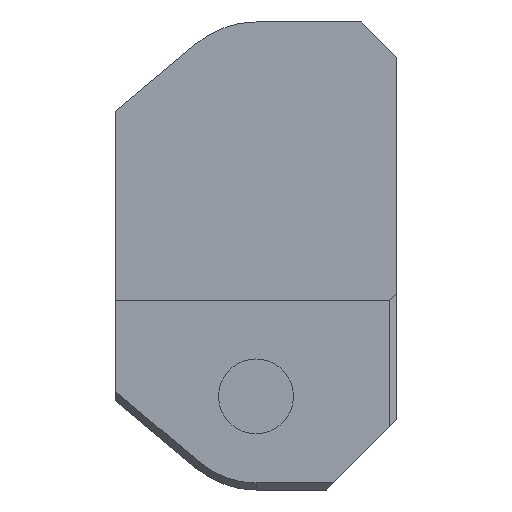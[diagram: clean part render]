
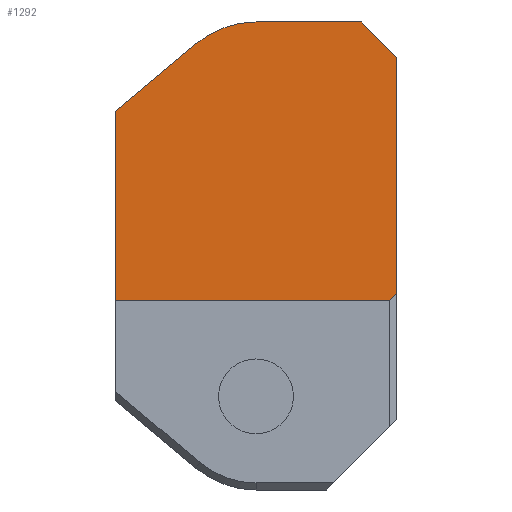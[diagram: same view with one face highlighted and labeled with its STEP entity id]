
A CAD part, front view. The second image highlights one B-rep face of the part: STEP entity #1292.
In plain terms, the highlighted planar face has unit normal (0, -1, 0).
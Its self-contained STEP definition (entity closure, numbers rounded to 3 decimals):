
#45=CIRCLE('',#1375,4.);
#76=FACE_OUTER_BOUND('',#153,.T.);
#153=EDGE_LOOP('',(#915,#916,#917,#918,#919,#920,#921,#922));
#272=LINE('',#1922,#430);
#278=LINE('',#1934,#436);
#279=LINE('',#1938,#437);
#280=LINE('',#1940,#438);
#281=LINE('',#1942,#439);
#282=LINE('',#1944,#440);
#283=LINE('',#1945,#441);
#430=VECTOR('',#1532,2.121);
#436=VECTOR('',#1540,4.5);
#437=VECTOR('',#1543,4.476);
#438=VECTOR('',#1544,8.087);
#439=VECTOR('',#1545,11.7);
#440=VECTOR('',#1546,0.424);
#441=VECTOR('',#1547,10.1);
#587=VERTEX_POINT('',#1920);
#588=VERTEX_POINT('',#1921);
#593=VERTEX_POINT('',#1933);
#594=VERTEX_POINT('',#1935);
#595=VERTEX_POINT('',#1937);
#596=VERTEX_POINT('',#1939);
#597=VERTEX_POINT('',#1941);
#598=VERTEX_POINT('',#1943);
#716=EDGE_CURVE('',#587,#588,#272,.T.);
#722=EDGE_CURVE('',#587,#593,#278,.T.);
#723=EDGE_CURVE('',#594,#593,#45,.T.);
#724=EDGE_CURVE('',#594,#595,#279,.T.);
#725=EDGE_CURVE('',#595,#596,#280,.T.);
#726=EDGE_CURVE('',#597,#596,#281,.T.);
#727=EDGE_CURVE('',#598,#597,#282,.T.);
#728=EDGE_CURVE('',#598,#588,#283,.T.);
#915=ORIENTED_EDGE('',*,*,#716,.F.);
#916=ORIENTED_EDGE('',*,*,#722,.T.);
#917=ORIENTED_EDGE('',*,*,#723,.F.);
#918=ORIENTED_EDGE('',*,*,#724,.T.);
#919=ORIENTED_EDGE('',*,*,#725,.T.);
#920=ORIENTED_EDGE('',*,*,#726,.F.);
#921=ORIENTED_EDGE('',*,*,#727,.F.);
#922=ORIENTED_EDGE('',*,*,#728,.T.);
#1232=PLANE('',#1374);
#1292=ADVANCED_FACE('',(#76),#1232,.T.);
#1374=AXIS2_PLACEMENT_3D('',#1932,#1538,#1539);
#1375=AXIS2_PLACEMENT_3D('',#1936,#1541,#1542);
#1532=DIRECTION('',(0.707,0.,-0.707));
#1538=DIRECTION('center_axis',(0.,-1.,0.));
#1539=DIRECTION('ref_axis',(0.,0.,
-1.));
#1540=DIRECTION('',(-1.,0.,0.));
#1541=DIRECTION('center_axis',(0.,1.,0.));
#1542=DIRECTION('ref_axis',(-0.342,0.,0.94));
#1543=DIRECTION('',(-0.766,0.,-0.643));
#1544=DIRECTION('',(0.,0.,-1.));
#1545=DIRECTION('',(-1.,0.,0.));
#1546=DIRECTION('',(-0.707,0.,-0.707));
#1547=DIRECTION('',(0.,0.,1.));
#1920=CARTESIAN_POINT('',(-1.5,-11.2,8.));
#1921=CARTESIAN_POINT('',(0.,-11.2,6.5));
#1922=CARTESIAN_POINT('',(-0.75,-11.2,7.25));
#1932=CARTESIAN_POINT('Origin',(0.,-11.2,8.));
#1933=CARTESIAN_POINT('',(-6.,-11.2,8.));
#1934=CARTESIAN_POINT('',(-3.728,-11.2,8.));
#1935=CARTESIAN_POINT('',(-8.571,-11.2,7.064));
#1936=CARTESIAN_POINT('Origin',(-6.,-11.2,4.));
#1937=CARTESIAN_POINT('',(-12.,-11.2,4.187));
#1938=CARTESIAN_POINT('',(-7.54,-11.2,7.929));
#1939=CARTESIAN_POINT('',(-12.,-11.2,-3.9));
#1940=CARTESIAN_POINT('',(-12.,-11.2,-0.094));
#1941=CARTESIAN_POINT('',(-0.3,-11.2,-3.9));
#1942=CARTESIAN_POINT('',(0.,-11.2,-3.9));
#1943=CARTESIAN_POINT('',(0.,-11.2,-3.6));
#1944=CARTESIAN_POINT('',(2.825,-11.2,-0.775));
#1945=CARTESIAN_POINT('',(0.,-11.2,8.));
